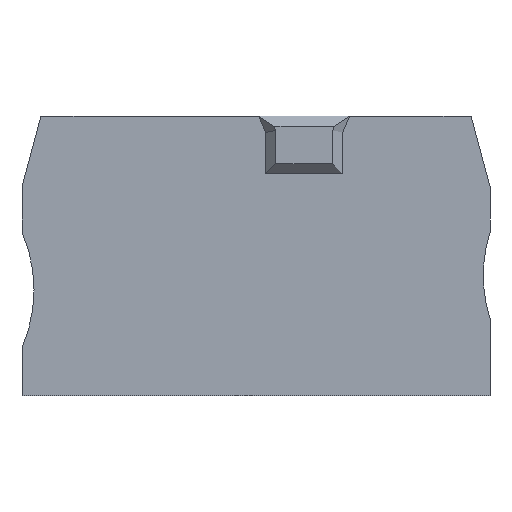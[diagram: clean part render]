
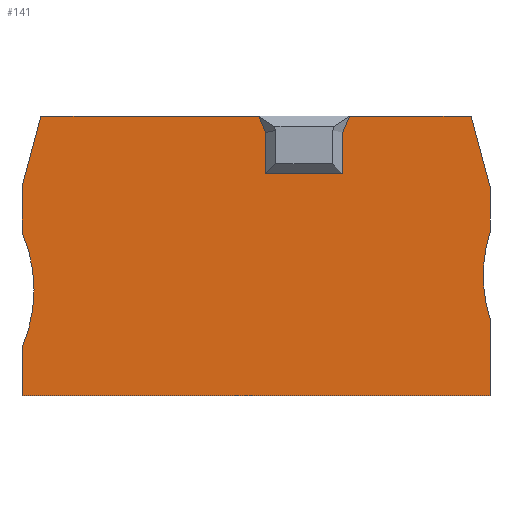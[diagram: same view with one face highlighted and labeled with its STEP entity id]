
A CAD part, left-side view. The second image highlights one B-rep face of the part: STEP entity #141.
In plain terms, the highlighted planar face has unit normal (-1, 0, 0).
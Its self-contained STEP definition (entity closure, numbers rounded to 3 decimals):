
#141=ADVANCED_FACE('',(#275),#276,.F.);
#275=FACE_OUTER_BOUND('',#414,.T.);
#276=PLANE('',#415);
#414=EDGE_LOOP('',(#615,#616,#617,#618,#619,#620,#621,#622,#623,#624,#625,#626,#627,#628,#629,#630,#631,#632));
#415=AXIS2_PLACEMENT_3D('',#633,#634,#635);
#615=ORIENTED_EDGE('',*,*,#927,.F.);
#616=ORIENTED_EDGE('',*,*,#882,.T.);
#617=ORIENTED_EDGE('',*,*,#928,.T.);
#618=ORIENTED_EDGE('',*,*,#891,.T.);
#619=ORIENTED_EDGE('',*,*,#929,.T.);
#620=ORIENTED_EDGE('',*,*,#915,.T.);
#621=ORIENTED_EDGE('',*,*,#930,.F.);
#622=ORIENTED_EDGE('',*,*,#931,.T.);
#623=ORIENTED_EDGE('',*,*,#887,.T.);
#624=ORIENTED_EDGE('',*,*,#876,.T.);
#625=ORIENTED_EDGE('',*,*,#896,.T.);
#626=ORIENTED_EDGE('',*,*,#899,.T.);
#627=ORIENTED_EDGE('',*,*,#925,.T.);
#628=ORIENTED_EDGE('',*,*,#932,.T.);
#629=ORIENTED_EDGE('',*,*,#933,.T.);
#630=ORIENTED_EDGE('',*,*,#873,.T.);
#631=ORIENTED_EDGE('',*,*,#919,.T.);
#632=ORIENTED_EDGE('',*,*,#922,.T.);
#633=CARTESIAN_POINT('',(0.,52.813,-2.905));
#634=DIRECTION('',(1.0,0.,0.));
#635=DIRECTION('',(0.,1.0,0.));
#873=EDGE_CURVE('',#1013,#1017,#1019,.T.);
#876=EDGE_CURVE('',#1024,#1021,#1025,.T.);
#882=EDGE_CURVE('',#1035,#1033,#1036,.T.);
#887=EDGE_CURVE('',#1039,#1024,#1043,.T.);
#891=EDGE_CURVE('',#1050,#1048,#1051,.T.);
#896=EDGE_CURVE('',#1021,#1056,#1058,.T.);
#899=EDGE_CURVE('',#1056,#1061,#1063,.T.);
#915=EDGE_CURVE('',#1087,#1085,#1088,.T.);
#919=EDGE_CURVE('',#1017,#1091,#1093,.T.);
#922=EDGE_CURVE('',#1091,#1095,#1097,.T.);
#925=EDGE_CURVE('',#1061,#1099,#1101,.T.);
#927=EDGE_CURVE('',#1035,#1095,#1103,.T.);
#928=EDGE_CURVE('',#1033,#1050,#1104,.T.);
#929=EDGE_CURVE('',#1048,#1087,#1105,.T.);
#930=EDGE_CURVE('',#1106,#1085,#1107,.T.);
#931=EDGE_CURVE('',#1106,#1039,#1108,.T.);
#932=EDGE_CURVE('',#1099,#1109,#1110,.T.);
#933=EDGE_CURVE('',#1109,#1013,#1111,.T.);
#1013=VERTEX_POINT('',#1217);
#1017=VERTEX_POINT('',#1222);
#1019=CIRCLE('',#1225,15.0);
#1021=VERTEX_POINT('',#1227);
#1024=VERTEX_POINT('',#1231);
#1025=CIRCLE('',#1232,15.0);
#1033=VERTEX_POINT('',#1242);
#1035=VERTEX_POINT('',#1245);
#1036=LINE('',#1246,#1247);
#1039=VERTEX_POINT('',#1251);
#1043=LINE('',#1257,#1258);
#1048=VERTEX_POINT('',#1264);
#1050=VERTEX_POINT('',#1267);
#1051=LINE('',#1268,#1269);
#1056=VERTEX_POINT('',#1275);
#1058=CIRCLE('',#1278,15.0);
#1061=VERTEX_POINT('',#1281);
#1063=LINE('',#1284,#1285);
#1085=VERTEX_POINT('',#1318);
#1087=VERTEX_POINT('',#1321);
#1088=LINE('',#1322,#1323);
#1091=VERTEX_POINT('',#1327);
#1093=LINE('',#1330,#1331);
#1095=VERTEX_POINT('',#1333);
#1097=LINE('',#1336,#1337);
#1099=VERTEX_POINT('',#1339);
#1101=LINE('',#1342,#1343);
#1103=LINE('',#1345,#1346);
#1104=LINE('',#1347,#1348);
#1105=LINE('',#1349,#1350);
#1106=VERTEX_POINT('',#1351);
#1107=LINE('',#1352,#1353);
#1108=LINE('',#1354,#1355);
#1109=VERTEX_POINT('',#1356);
#1110=LINE('',#1357,#1358);
#1111=CIRCLE('',#1359,15.0);
#1217=CARTESIAN_POINT('',(0.,0.691,12.5));
#1222=CARTESIAN_POINT('',(0.,0.,17.));
#1225=AXIS2_PLACEMENT_3D('',#1515,#1516,#1517);
#1227=CARTESIAN_POINT('',(0.,47.348,11.));
#1231=CARTESIAN_POINT('',(0.,48.6,17.));
#1232=AXIS2_PLACEMENT_3D('',#1519,#1520,#1521);
#1242=CARTESIAN_POINT('',(0.,15.3,27.35));
#1245=CARTESIAN_POINT('',(0.,14.582,29.05));
#1246=CARTESIAN_POINT('',(0.,25.036,4.314));
#1247=VECTOR('',#1528,1.0);
#1251=CARTESIAN_POINT('',(0.,48.6,21.734));
#1257=CARTESIAN_POINT('',(0.,48.6,4.314));
#1258=VECTOR('',#1532,1.0);
#1264=CARTESIAN_POINT('',(0.,23.3,23.05));
#1267=CARTESIAN_POINT('',(0.,15.3,23.05));
#1268=CARTESIAN_POINT('',(0.,36.291,23.05));
#1269=VECTOR('',#1535,1.0);
#1275=CARTESIAN_POINT('',(0.,48.6,5.));
#1278=AXIS2_PLACEMENT_3D('',#1541,#1542,#1543);
#1281=CARTESIAN_POINT('',(0.,48.6,0.));
#1284=CARTESIAN_POINT('',(0.,48.6,4.314));
#1285=VECTOR('',#1545,1.0);
#1318=CARTESIAN_POINT('',(0.,24.018,29.05));
#1321=CARTESIAN_POINT('',(0.,23.3,27.35));
#1322=CARTESIAN_POINT('',(0.,13.564,4.314));
#1323=VECTOR('',#1561,1.0);
#1327=CARTESIAN_POINT('',(0.,0.,21.734));
#1330=CARTESIAN_POINT('',(0.,0.,4.314));
#1331=VECTOR('',#1564,1.0);
#1333=CARTESIAN_POINT('',(0.,1.96,29.05));
#1336=CARTESIAN_POINT('',(0.,-4.668,4.314));
#1337=VECTOR('',#1566,1.0);
#1339=CARTESIAN_POINT('',(0.,0.,0.));
#1342=CARTESIAN_POINT('',(0.,36.291,0.));
#1343=VECTOR('',#1568,1.0);
#1345=CARTESIAN_POINT('',(0.,36.291,29.05));
#1346=VECTOR('',#1569,1.0);
#1347=CARTESIAN_POINT('',(0.,15.3,4.314));
#1348=VECTOR('',#1570,1.0);
#1349=CARTESIAN_POINT('',(0.,23.3,4.314));
#1350=VECTOR('',#1571,1.0);
#1351=CARTESIAN_POINT('',(0.,46.64,29.05));
#1352=CARTESIAN_POINT('',(0.,36.291,29.05));
#1353=VECTOR('',#1572,1.0);
#1354=CARTESIAN_POINT('',(0.,53.268,4.314));
#1355=VECTOR('',#1573,1.0);
#1356=CARTESIAN_POINT('',(0.,0.,8.));
#1357=CARTESIAN_POINT('',(0.,0.,4.314));
#1358=VECTOR('',#1574,1.0);
#1359=AXIS2_PLACEMENT_3D('',#1575,#1576,#1577);
#1515=CARTESIAN_POINT('',(0.,-14.309,12.5));
#1516=DIRECTION('',(1.0,0.,0.));
#1517=DIRECTION('',(0.,1.0,0.));
#1519=CARTESIAN_POINT('',(0.,62.348,11.));
#1520=DIRECTION('',(1.0,0.,0.));
#1521=DIRECTION('',(0.,1.0,0.));
#1528=DIRECTION('',(0.,0.389,-0.921));
#1532=DIRECTION('',(0.,0.,-1.0));
#1535=DIRECTION('',(0.,1.0,0.));
#1541=CARTESIAN_POINT('',(0.,62.348,11.));
#1542=DIRECTION('',(1.0,0.,0.));
#1543=DIRECTION('',(0.,1.0,0.));
#1545=DIRECTION('',(0.,0.,-1.0));
#1561=DIRECTION('',(0.,0.389,0.921));
#1564=DIRECTION('',(0.,0.,1.0));
#1566=DIRECTION('',(0.,0.259,0.966));
#1568=DIRECTION('',(0.,-1.0,0.));
#1569=DIRECTION('',(0.,-1.0,0.));
#1570=DIRECTION('',(0.,0.,-1.0));
#1571=DIRECTION('',(0.,0.,1.0));
#1572=DIRECTION('',(0.,-1.0,0.));
#1573=DIRECTION('',(0.,0.259,-0.966));
#1574=DIRECTION('',(0.,0.,1.0));
#1575=CARTESIAN_POINT('',(0.,-14.309,12.5));
#1576=DIRECTION('',(1.0,0.,0.));
#1577=DIRECTION('',(0.,1.0,0.));
